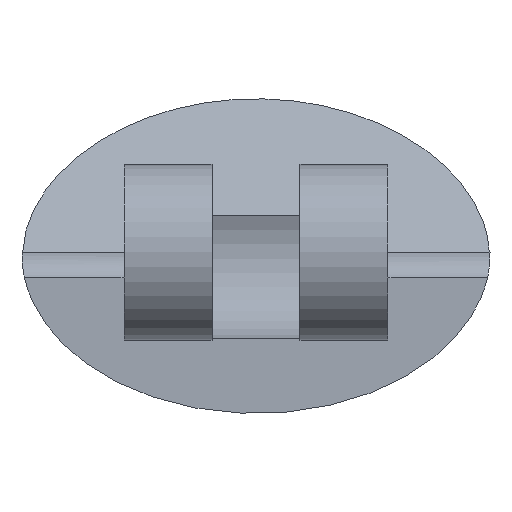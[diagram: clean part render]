
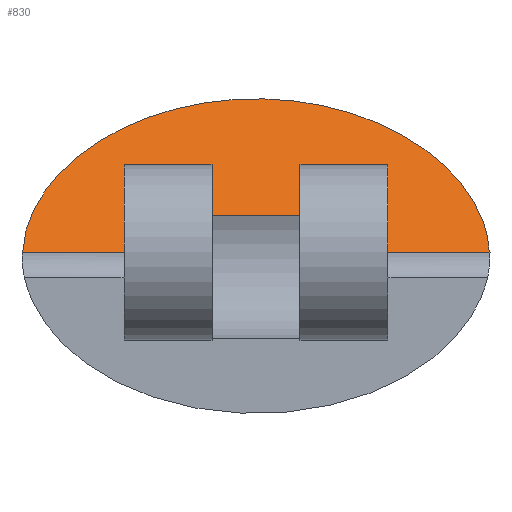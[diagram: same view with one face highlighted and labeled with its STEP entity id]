
A CAD part, front view. The second image highlights one B-rep face of the part: STEP entity #830.
In plain terms, the highlighted planar face has unit normal (0, -0.707, 0.707).
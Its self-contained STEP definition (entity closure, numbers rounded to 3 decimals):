
#8 = B_SPLINE_CURVE_WITH_KNOTS ( 'NONE', 3,
 ( #1997, #244, #1070, #1226, #1861, #381, #413, #1030, #551, #1710, #870, #109, #1679, #724, #1188, #90, #1698, #1197, #1873, #1842, #1058, #561, #1830, #1215, #394, #1532, #1552, #2018, #235, #890, #1668, #879, #1039, #712, #265, #1521, #1049, #226, #253, #734 ),
 .UNSPECIFIED., .F., .F.,
 ( 4, 2, 2, 2, 2, 2, 2, 2, 2, 2, 2, 2, 2, 2, 2, 2, 2, 2, 2, 4 ),
 ( 0., 0.002, 0.003, 0.005, 0.006, 0.008, 0.009, 0.01, 0.011, 0.012, 0.014, 0.014, 0.015, 0.016, 0.017, 0.018, 0.02, 0.021, 0.023, 0.024 ),
 .UNSPECIFIED. ) ;
#37 = CARTESIAN_POINT ( 'NONE',  ( 10., 1., 0. ) ) ;
#57 = ORIENTED_EDGE ( 'NONE', *, *, #171, .F. ) ;
#62 = VECTOR ( 'NONE', #205, 1000. ) ;
#90 = CARTESIAN_POINT ( 'NONE',  ( -1.97, 6.056, 5.056 ) ) ;
#109 = CARTESIAN_POINT ( 'NONE',  ( -3.824, 5.549, 4.549 ) ) ;
#163 = CARTESIAN_POINT ( 'NONE',  ( 7.957, 1., 0. ) ) ;
#171 = EDGE_CURVE ( 'NONE', #1032, #1739, #182, .T. ) ;
#182 = LINE ( 'NONE', #852, #62 ) ;
#198 = CARTESIAN_POINT ( 'NONE',  ( -1.5, 2.234, 1.234 ) ) ;
#205 = DIRECTION ( 'NONE',  ( -1., 0., 0. ) ) ;
#214 = ORIENTED_EDGE ( 'NONE', *, *, #1609, .F. ) ;
#221 = VECTOR ( 'NONE', #1381, 1000. ) ;
#226 = CARTESIAN_POINT ( 'NONE',  ( 7.869, 1.708, 0.708 ) ) ;
#235 = CARTESIAN_POINT ( 'NONE',  ( 4.034, 5.456, 4.456 ) ) ;
#236 = ORIENTED_EDGE ( 'NONE', *, *, #1585, .F. ) ;
#244 = CARTESIAN_POINT ( 'NONE',  ( -7.941, 1.355, 0.355 ) ) ;
#253 = CARTESIAN_POINT ( 'NONE',  ( 7.941, 1.355, 0.355 ) ) ;
#265 = CARTESIAN_POINT ( 'NONE',  ( 7.002, 3.361, 2.361 ) ) ;
#268 = B_SPLINE_CURVE_WITH_KNOTS ( 'NONE', 3,
 ( #1441, #969, #163, #671 ),
 .UNSPECIFIED., .F., .F.,
 ( 4, 4 ),
 ( 0.024, 0.024 ),
 .UNSPECIFIED. ) ;
#284 = LINE ( 'NONE', #1719, #966 ) ;
#286 = ORIENTED_EDGE ( 'NONE', *, *, #896, .F. ) ;
#308 = LINE ( 'NONE', #2074, #448 ) ;
#381 = CARTESIAN_POINT ( 'NONE',  ( -7.001, 3.362, 2.362 ) ) ;
#390 = VERTEX_POINT ( 'NONE', #1353 ) ;
#394 = CARTESIAN_POINT ( 'NONE',  ( 2.674, 5.903, 4.903 ) ) ;
#407 = CARTESIAN_POINT ( 'NONE',  ( -4.5, 1., 0. ) ) ;
#413 = CARTESIAN_POINT ( 'NONE',  ( -6.74, 3.661, 2.661 ) ) ;
#448 = VECTOR ( 'NONE', #1778, 1000. ) ;
#518 = VERTEX_POINT ( 'NONE', #1255 ) ;
#524 = FACE_OUTER_BOUND ( 'NONE', #955, .T. ) ;
#536 = CARTESIAN_POINT ( 'NONE',  ( 10., 1., 0. ) ) ;
#543 = ORIENTED_EDGE ( 'NONE', *, *, #1242, .T. ) ;
#551 = CARTESIAN_POINT ( 'NONE',  ( -5.804, 4.486, 3.486 ) ) ;
#561 = CARTESIAN_POINT ( 'NONE',  ( 1.718, 6.098, 5.098 ) ) ;
#623 = VERTEX_POINT ( 'NONE', #1015 ) ;
#635 = EDGE_CURVE ( 'NONE', #1112, #390, #268, .T. ) ;
#642 = ORIENTED_EDGE ( 'NONE', *, *, #757, .T. ) ;
#654 = AXIS2_PLACEMENT_3D ( 'NONE', #536, #1023, #1184 ) ;
#671 = CARTESIAN_POINT ( 'NONE',  ( 7.957, 1., 0. ) ) ;
#712 = CARTESIAN_POINT ( 'NONE',  ( 6.737, 3.664, 2.664 ) ) ;
#719 = CARTESIAN_POINT ( 'NONE',  ( 1.5, 2.234, 1.234 ) ) ;
#724 = CARTESIAN_POINT ( 'NONE',  ( -2.686, 5.901, 4.901 ) ) ;
#734 = CARTESIAN_POINT ( 'NONE',  ( 7.957, 1., 0. ) ) ;
#757 = EDGE_CURVE ( 'NONE', #1032, #1041, #308, .T. ) ;
#795 = ORIENTED_EDGE ( 'NONE', *, *, #1766, .T. ) ;
#807 = CARTESIAN_POINT ( 'NONE',  ( 4.5, 2.234, 1.234 ) ) ;
#830 = ADVANCED_FACE ( 'NONE', ( #524 ), #1835, .T. ) ;
#852 = CARTESIAN_POINT ( 'NONE',  ( -4.5, 2.234, 1.234 ) ) ;
#870 = CARTESIAN_POINT ( 'NONE',  ( -4.665, 5.178, 4.178 ) ) ;
#879 = CARTESIAN_POINT ( 'NONE',  ( 5.795, 4.492, 3.492 ) ) ;
#882 = ORIENTED_EDGE ( 'NONE', *, *, #1077, .T. ) ;
#890 = CARTESIAN_POINT ( 'NONE',  ( 4.668, 5.176, 4.176 ) ) ;
#896 = EDGE_CURVE ( 'NONE', #518, #1751, #1661, .T. ) ;
#955 = EDGE_LOOP ( 'NONE', ( #642, #882, #795, #236, #1018, #214, #286, #543, #57 ) ) ;
#966 = VECTOR ( 'NONE', #1589, 1000. ) ;
#969 = CARTESIAN_POINT ( 'NONE',  ( 7.957, 1., 0. ) ) ;
#1015 = CARTESIAN_POINT ( 'NONE',  ( 4.5, 1., 0. ) ) ;
#1018 = ORIENTED_EDGE ( 'NONE', *, *, #635, .F. ) ;
#1023 = DIRECTION ( 'NONE',  ( 0., -0.707, 0.707 ) ) ;
#1030 = CARTESIAN_POINT ( 'NONE',  ( -6.142, 4.222, 3.222 ) ) ;
#1032 = VERTEX_POINT ( 'NONE', #198 ) ;
#1039 = CARTESIAN_POINT ( 'NONE',  ( 6.135, 4.228, 3.228 ) ) ;
#1041 = VERTEX_POINT ( 'NONE', #719 ) ;
#1043 = CARTESIAN_POINT ( 'NONE',  ( 10., 1., 0. ) ) ;
#1049 = CARTESIAN_POINT ( 'NONE',  ( 7.618, 2.393, 1.393 ) ) ;
#1053 = DIRECTION ( 'NONE',  ( 0., 0.707, 0.707 ) ) ;
#1058 = CARTESIAN_POINT ( 'NONE',  ( 0.989, 6.196, 5.196 ) ) ;
#1070 = CARTESIAN_POINT ( 'NONE',  ( -7.87, 1.707, 0.707 ) ) ;
#1077 = EDGE_CURVE ( 'NONE', #1041, #1528, #1556, .T. ) ;
#1103 = VECTOR ( 'NONE', #1318, 1000. ) ;
#1112 = VERTEX_POINT ( 'NONE', #1714 ) ;
#1184 = DIRECTION ( 'NONE',  ( 0., -0.707, -0.707 ) ) ;
#1188 = CARTESIAN_POINT ( 'NONE',  ( -2.448, 5.958, 4.958 ) ) ;
#1192 = DIRECTION ( 'NONE',  ( -1., 0., 0. ) ) ;
#1197 = CARTESIAN_POINT ( 'NONE',  ( -1.001, 6.195, 5.195 ) ) ;
#1210 = CARTESIAN_POINT ( 'NONE',  ( 4.5, 2.234, 1.234 ) ) ;
#1215 = CARTESIAN_POINT ( 'NONE',  ( 2.436, 5.961, 4.961 ) ) ;
#1226 = CARTESIAN_POINT ( 'NONE',  ( -7.619, 2.392, 1.392 ) ) ;
#1242 = EDGE_CURVE ( 'NONE', #518, #1739, #1855, .T. ) ;
#1255 = CARTESIAN_POINT ( 'NONE',  ( -4.5, 1., 0. ) ) ;
#1318 = DIRECTION ( 'NONE',  ( -1., 0., 0. ) ) ;
#1336 = VECTOR ( 'NONE', #1053, 1000. ) ;
#1353 = CARTESIAN_POINT ( 'NONE',  ( 7.957, 1., 0. ) ) ;
#1381 = DIRECTION ( 'NONE',  ( 1., 0., 0. ) ) ;
#1395 = CARTESIAN_POINT ( 'NONE',  ( -4.5, 2.234, 1.234 ) ) ;
#1441 = CARTESIAN_POINT ( 'NONE',  ( 7.957, 1., 0. ) ) ;
#1485 = LINE ( 'NONE', #37, #1103 ) ;
#1521 = CARTESIAN_POINT ( 'NONE',  ( 7.442, 2.727, 1.727 ) ) ;
#1528 = VERTEX_POINT ( 'NONE', #807 ) ;
#1532 = CARTESIAN_POINT ( 'NONE',  ( 3.14, 5.774, 4.774 ) ) ;
#1552 = CARTESIAN_POINT ( 'NONE',  ( 3.368, 5.702, 4.702 ) ) ;
#1556 = LINE ( 'NONE', #1210, #221 ) ;
#1585 = EDGE_CURVE ( 'NONE', #390, #623, #1485, .T. ) ;
#1589 = DIRECTION ( 'NONE',  ( 0., -0.707, -0.707 ) ) ;
#1609 = EDGE_CURVE ( 'NONE', #1751, #1112, #8, .T. ) ;
#1661 = LINE ( 'NONE', #1043, #1839 ) ;
#1668 = CARTESIAN_POINT ( 'NONE',  ( 5.062, 4.964, 3.964 ) ) ;
#1679 = CARTESIAN_POINT ( 'NONE',  ( -3.382, 5.707, 4.707 ) ) ;
#1698 = CARTESIAN_POINT ( 'NONE',  ( -1.729, 6.097, 5.097 ) ) ;
#1710 = CARTESIAN_POINT ( 'NONE',  ( -5.066, 4.963, 3.963 ) ) ;
#1714 = CARTESIAN_POINT ( 'NONE',  ( 7.957, 1., 0. ) ) ;
#1719 = CARTESIAN_POINT ( 'NONE',  ( 4.5, 1., 0. ) ) ;
#1739 = VERTEX_POINT ( 'NONE', #1395 ) ;
#1746 = CARTESIAN_POINT ( 'NONE',  ( -7.957, 1., 0. ) ) ;
#1751 = VERTEX_POINT ( 'NONE', #1746 ) ;
#1766 = EDGE_CURVE ( 'NONE', #1528, #623, #284, .T. ) ;
#1778 = DIRECTION ( 'NONE',  ( 1., 0., 0. ) ) ;
#1830 = CARTESIAN_POINT ( 'NONE',  ( 1.959, 6.058, 5.058 ) ) ;
#1835 = PLANE ( 'NONE',  #654 ) ;
#1839 = VECTOR ( 'NONE', #1192, 1000. ) ;
#1842 = CARTESIAN_POINT ( 'NONE',  ( 0.494, 6.229, 5.229 ) ) ;
#1855 = LINE ( 'NONE', #407, #1336 ) ;
#1861 = CARTESIAN_POINT ( 'NONE',  ( -7.443, 2.726, 1.726 ) ) ;
#1873 = CARTESIAN_POINT ( 'NONE',  ( -0.508, 6.229, 5.229 ) ) ;
#1997 = CARTESIAN_POINT ( 'NONE',  ( -7.957, 1., 0. ) ) ;
#2018 = CARTESIAN_POINT ( 'NONE',  ( 3.815, 5.543, 4.543 ) ) ;
#2074 = CARTESIAN_POINT ( 'NONE',  ( 1.5, 2.234, 1.234 ) ) ;
